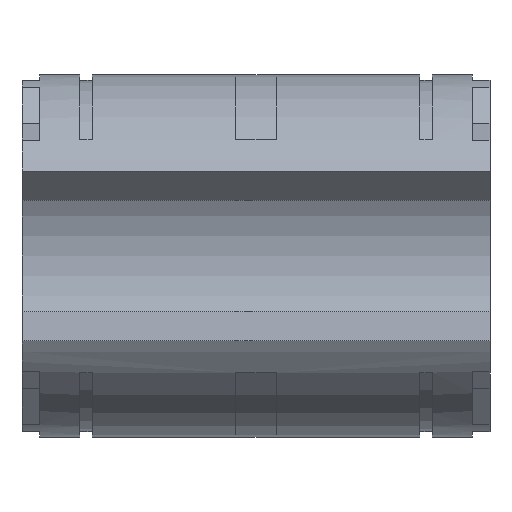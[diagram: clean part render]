
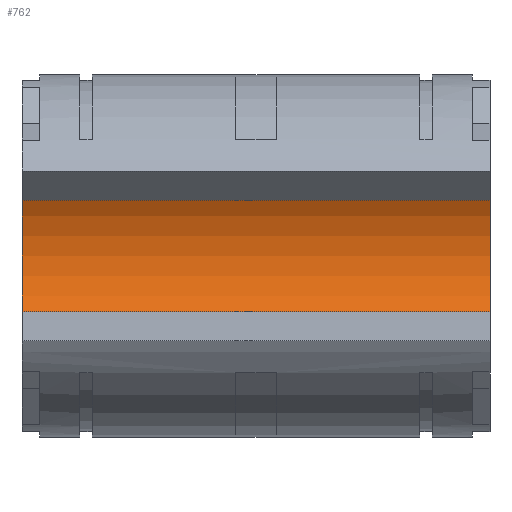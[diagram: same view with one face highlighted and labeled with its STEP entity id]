
A CAD part, front view. The second image highlights one B-rep face of the part: STEP entity #762.
In plain terms, the highlighted cylindrical face has radius 20 mm (diameter 40 mm), a partial arc.
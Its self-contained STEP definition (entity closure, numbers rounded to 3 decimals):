
#762 = ADVANCED_FACE ( 'NONE', ( #4155 ), #4411, .F. ) ;
#763 = ORIENTED_EDGE ( 'NONE', *, *, #959, .F. ) ;
#764 = ORIENTED_EDGE ( 'NONE', *, *, #765, .F. ) ;
#765 = EDGE_CURVE ( 'NONE', #766, #948, #4450, .T. ) ;
#766 = VERTEX_POINT ( 'NONE', #4360 ) ;
#767 = ORIENTED_EDGE ( 'NONE', *, *, #768, .T. ) ;
#768 = EDGE_CURVE ( 'NONE', #766, #769, #4416, .T. ) ;
#769 = VERTEX_POINT ( 'NONE', #4412 ) ;
#885 = ORIENTED_EDGE ( 'NONE', *, *, #886, .T. ) ;
#886 = EDGE_CURVE ( 'NONE', #769, #950, #6289, .T. ) ;
#948 = VERTEX_POINT ( 'NONE', #4579 ) ;
#950 = VERTEX_POINT ( 'NONE', #4577 ) ;
#959 = EDGE_CURVE ( 'NONE', #948, #950, #4563, .T. ) ;
#963 = EDGE_LOOP ( 'NONE', ( #763, #764, #767, #885 ) ) ;
#4155 = FACE_OUTER_BOUND ( 'NONE', #963, .T. ) ;
#4321 = CARTESIAN_POINT ( 'NONE',  ( 0., 0., 0. ) ) ;
#4322 = AXIS2_PLACEMENT_3D ( 'NONE', #4321, #4452, #4451 ) ;
#4360 = CARTESIAN_POINT ( 'NONE',  ( 40., 0., 20. ) ) ;
#4384 = DIRECTION ( 'NONE',  ( 0., 0., 1. ) ) ;
#4385 = DIRECTION ( 'NONE',  ( -1., 0., 0. ) ) ;
#4386 = CARTESIAN_POINT ( 'NONE',  ( 40., 0., 0. ) ) ;
#4387 = AXIS2_PLACEMENT_3D ( 'NONE', #4386, #4385, #4384 ) ;
#4411 = CYLINDRICAL_SURFACE ( 'NONE', #4322, 20. ) ;
#4412 = CARTESIAN_POINT ( 'NONE',  ( -40., 0., 20. ) ) ;
#4413 = DIRECTION ( 'NONE',  ( -1., 0., 0. ) ) ;
#4414 = VECTOR ( 'NONE', #4413, 1000. ) ;
#4415 = CARTESIAN_POINT ( 'NONE',  ( 0., 0., 20. ) ) ;
#4416 = LINE ( 'NONE', #4415, #4414 ) ;
#4450 = CIRCLE ( 'NONE', #4387, 20. ) ;
#4451 = DIRECTION ( 'NONE',  ( 0., 0., 1. ) ) ;
#4452 = DIRECTION ( 'NONE',  ( -1., 0., 0. ) ) ;
#4560 = DIRECTION ( 'NONE',  ( -1., 0., 0. ) ) ;
#4561 = VECTOR ( 'NONE', #4560, 1000. ) ;
#4562 = CARTESIAN_POINT ( 'NONE',  ( 0., 0., -20. ) ) ;
#4563 = LINE ( 'NONE', #4562, #4561 ) ;
#4577 = CARTESIAN_POINT ( 'NONE',  ( -40., 0., -20. ) ) ;
#4579 = CARTESIAN_POINT ( 'NONE',  ( 40., 0., -20. ) ) ;
#6285 = DIRECTION ( 'NONE',  ( 0., 0., 1. ) ) ;
#6286 = DIRECTION ( 'NONE',  ( -1., 0., 0. ) ) ;
#6287 = CARTESIAN_POINT ( 'NONE',  ( -40., 0., 0. ) ) ;
#6288 = AXIS2_PLACEMENT_3D ( 'NONE', #6287, #6286, #6285 ) ;
#6289 = CIRCLE ( 'NONE', #6288, 20. ) ;
